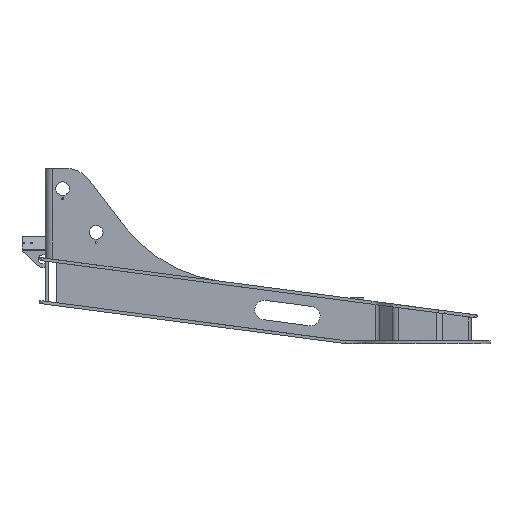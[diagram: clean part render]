
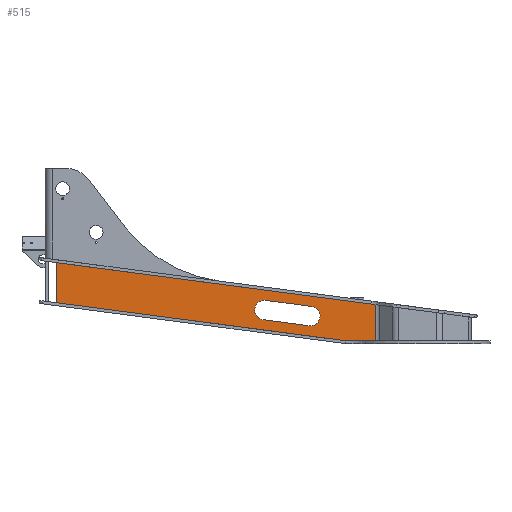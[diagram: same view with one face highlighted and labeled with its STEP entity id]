
A CAD part, left-side view. The second image highlights one B-rep face of the part: STEP entity #515.
In plain terms, the highlighted planar face has unit normal (-1, 0, 0).
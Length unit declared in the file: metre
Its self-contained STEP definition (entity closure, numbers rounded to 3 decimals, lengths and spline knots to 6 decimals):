
#515 = ADVANCED_FACE( '', ( #1187, #1188 ), #1189, .F. );
#1187 = FACE_BOUND( '', #1967, .T. );
#1188 = FACE_OUTER_BOUND( '', #1968, .T. );
#1189 = PLANE( '', #1969 );
#1967 = EDGE_LOOP( '', ( #3546, #3547, #3548, #3549 ) );
#1968 = EDGE_LOOP( '', ( #3550, #3551, #3552, #3553, #3554 ) );
#1969 = AXIS2_PLACEMENT_3D( '', #3555, #3556, #3557 );
#3546 = ORIENTED_EDGE( '', *, *, #4826, .T. );
#3547 = ORIENTED_EDGE( '', *, *, #4327, .T. );
#3548 = ORIENTED_EDGE( '', *, *, #4860, .T. );
#3549 = ORIENTED_EDGE( '', *, *, #4787, .F. );
#3550 = ORIENTED_EDGE( '', *, *, #4861, .F. );
#3551 = ORIENTED_EDGE( '', *, *, #4862, .T. );
#3552 = ORIENTED_EDGE( '', *, *, #4863, .F. );
#3553 = ORIENTED_EDGE( '', *, *, #4742, .T. );
#3554 = ORIENTED_EDGE( '', *, *, #4282, .T. );
#3555 = CARTESIAN_POINT( '', ( -0.158526, 0.331869, 0.649592 ) );
#3556 = DIRECTION( '', ( 1., 0., 0. ) );
#3557 = DIRECTION( '', ( 0., 1., 0. ) );
#4282 = EDGE_CURVE( '', #5121, #5118, #5122, .F. );
#4327 = EDGE_CURVE( '', #5206, #5204, #5207, .T. );
#4742 = EDGE_CURVE( '', #5867, #5121, #5868, .F. );
#4787 = EDGE_CURVE( '', #5925, #5927, #5928, .T. );
#4826 = EDGE_CURVE( '', #5925, #5206, #5977, .T. );
#4860 = EDGE_CURVE( '', #5204, #5927, #6021, .T. );
#4861 = EDGE_CURVE( '', #6022, #5118, #6023, .T. );
#4862 = EDGE_CURVE( '', #6022, #6024, #6025, .T. );
#4863 = EDGE_CURVE( '', #5867, #6024, #6026, .T. );
#5118 = VERTEX_POINT( '', #6337 );
#5121 = VERTEX_POINT( '', #6341 );
#5122 = LINE( '', #6342, #6343 );
#5204 = VERTEX_POINT( '', #6448 );
#5206 = VERTEX_POINT( '', #6451 );
#5207 = LINE( '', #6452, #6453 );
#5867 = VERTEX_POINT( '', #7406 );
#5868 = LINE( '', #7407, #7408 );
#5925 = VERTEX_POINT( '', #7480 );
#5927 = VERTEX_POINT( '', #7483 );
#5928 = LINE( '', #7484, #7485 );
#5977 = CIRCLE( '', #7560, 0.042674 );
#6021 = CIRCLE( '', #7617, 0.042674 );
#6022 = VERTEX_POINT( '', #7618 );
#6023 = LINE( '', #7619, #7620 );
#6024 = VERTEX_POINT( '', #7621 );
#6025 = LINE( '', #7622, #7623 );
#6026 = LINE( '', #7624, #7625 );
#6337 = CARTESIAN_POINT( '', ( -0.158526, 1.58066, 0.98986 ) );
#6341 = CARTESIAN_POINT( '', ( -0.158526, 0.183862, 0.805968 ) );
#6342 = CARTESIAN_POINT( '', ( -0.158526, 0.331869, 0.825454 ) );
#6343 = VECTOR( '', #7917, 1. );
#6448 = CARTESIAN_POINT( '', ( -0.158526, 0.676878, 0.739956 ) );
#6451 = CARTESIAN_POINT( '', ( -0.158526, 0.475466, 0.71344 ) );
#6452 = CARTESIAN_POINT( '', ( -0.158526, 0.576172, 0.726698 ) );
#6453 = VECTOR( '', #7990, 1. );
#7406 = CARTESIAN_POINT( '', ( -0.158526, 0.183862, 0.6477 ) );
#7407 = CARTESIAN_POINT( '', ( -0.158526, 0.183862, 0.649592 ) );
#7408 = VECTOR( '', #8550, 1. );
#7480 = CARTESIAN_POINT( '', ( -0.158526, 0.464326, 0.798058 ) );
#7483 = CARTESIAN_POINT( '', ( -0.158526, 0.665738, 0.824575 ) );
#7484 = CARTESIAN_POINT( '', ( -0.158526, 0.565032, 0.811317 ) );
#7485 = VECTOR( '', #8600, 1. );
#7560 = AXIS2_PLACEMENT_3D( '', #8641, #8642, #8643 );
#7617 = AXIS2_PLACEMENT_3D( '', #8681, #8682, #8683 );
#7618 = CARTESIAN_POINT( '', ( -0.158526, 1.58066, 0.814108 ) );
#7619 = CARTESIAN_POINT( '', ( -0.158526, 1.58066, 0.901984 ) );
#7620 = VECTOR( '', #8684, 1. );
#7621 = CARTESIAN_POINT( '', ( -0.158526, 0.316668, 0.6477 ) );
#7622 = CARTESIAN_POINT( '', ( -0.158526, 0.824728, 0.714587 ) );
#7623 = VECTOR( '', #8685, 1. );
#7624 = CARTESIAN_POINT( '', ( -0.158526, 0.173339, 0.6477 ) );
#7625 = VECTOR( '', #8686, 1. );
#7917 = DIRECTION( '', ( 0., -0.991, -0.131 ) );
#7990 = DIRECTION( '', ( 0., 0.991, 0.131 ) );
#8550 = DIRECTION( '', ( 0., 0., -1. ) );
#8600 = DIRECTION( '', ( 0., 0.991, 0.131 ) );
#8641 = CARTESIAN_POINT( '', ( -0.158526, 0.469896, 0.755749 ) );
#8642 = DIRECTION( '', ( 1., 0., 0. ) );
#8643 = DIRECTION( '', ( 0., 1., 0. ) );
#8681 = CARTESIAN_POINT( '', ( -0.158526, 0.671308, 0.782265 ) );
#8682 = DIRECTION( '', ( 1., 0., 0. ) );
#8683 = DIRECTION( '', ( 0., 1., 0. ) );
#8684 = DIRECTION( '', ( 0., 0., 1. ) );
#8685 = DIRECTION( '', ( 0., -0.991, -0.131 ) );
#8686 = DIRECTION( '', ( 0., 1., 0. ) );
